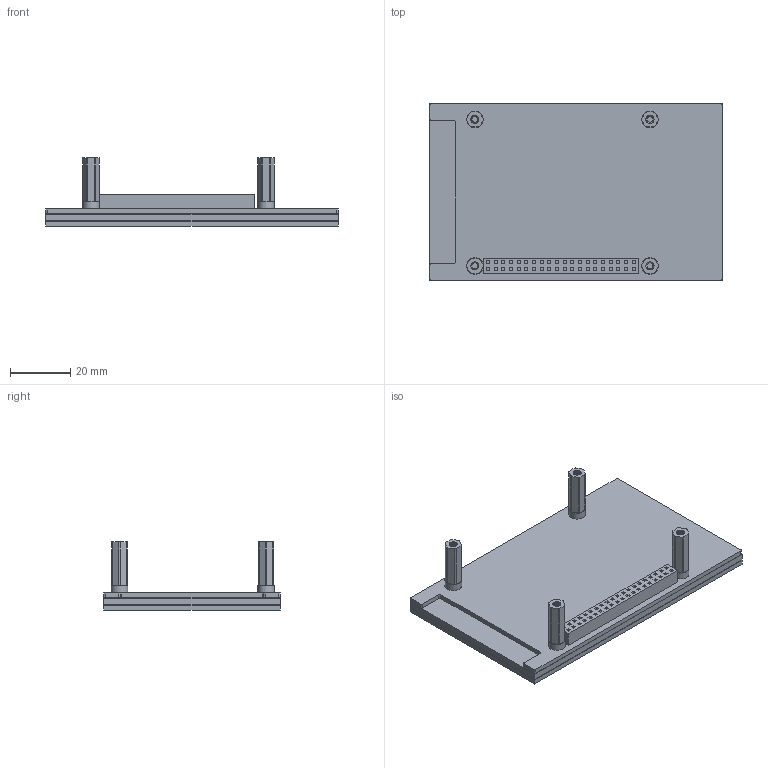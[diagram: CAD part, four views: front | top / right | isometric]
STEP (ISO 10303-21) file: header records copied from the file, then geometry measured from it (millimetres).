
FILE_DESCRIPTION(/* description */ (''),/* implementation_level */ '2;1');
FILE_NAME(/* name */ '53e4216d-c3b8-4a7e-86ac-342f710243bb.stp',/* time_stamp */ '2021-09-03T18:15:54+00:00',/* author */ (''),/* organization */ (''),/* preprocessor_version */ 'ST-DEVELOPER v18.1',/* originating_system */ 'Autodesk Translation Framework v10.10.0.1391',/* authorisation */ '');
FILE_SCHEMA (('AUTOMOTIVE_DESIGN { 1 0 10303 214 3 1 1 }'));
Length unit declared in the file: millimetre
Products named in the file (7): HyperPixel 4.0 V2; Component1; Component2; PCB; LCD; Component5; Component6
Assembly tree (9 placements, depth 2):
  HyperPixel 4.0 V2
    Component1
    Component2
    PCB
    LCD
    Component5
    Component6  x4
Bounding box: 97 x 58.5 x 22.6 mm (x, y, z)
Volume: 32621.5 mm3; surface area: 40909.7 mm2
Topology: 9 solids, 9 shells, 558 faces, 1560 edges, 1032 vertices
Faces by surface type: cylinder 268, plane 254, bspline 24, cone 12
Full cylindrical faces by diameter (mm): 2.016 x8, 2.075 x28, 2.53 x16, 2.58 x20, 5.5 x4
Entity records: 19401 total; most frequent: CARTESIAN_POINT 9922, ORIENTED_EDGE 2064, DIRECTION 1602, EDGE_CURVE 1032, LINE 706, VECTOR 706, VERTEX_POINT 684, EDGE_LOOP 462
